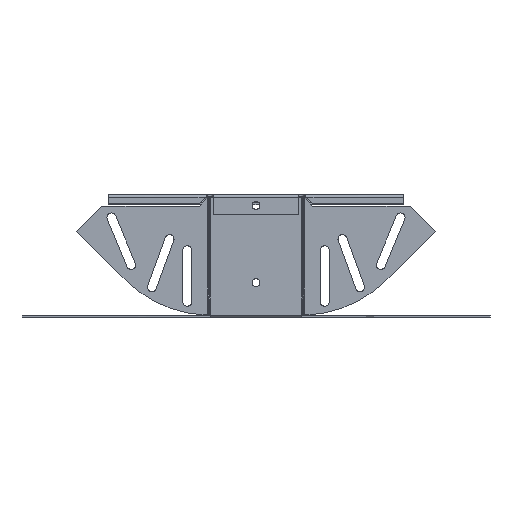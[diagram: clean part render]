
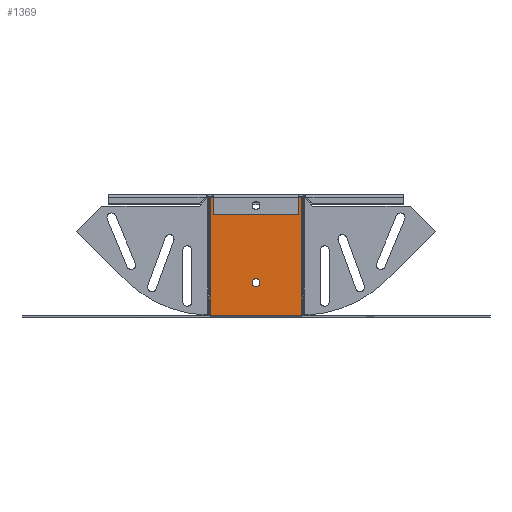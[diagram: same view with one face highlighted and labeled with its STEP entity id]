
A CAD part, front view. The second image highlights one B-rep face of the part: STEP entity #1369.
In plain terms, the highlighted planar face has unit normal (0, -1, 0).
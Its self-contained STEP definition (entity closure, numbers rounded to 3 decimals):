
#158 = DIRECTION ( 'NONE',  ( 0., -1., 0. ) ) ;
#368 = DIRECTION ( 'NONE',  ( 0., 1., 0. ) ) ;
#473 = CARTESIAN_POINT ( 'NONE',  ( 0., -1., -6.5 ) ) ;
#1215 = ORIENTED_EDGE ( 'NONE', *, *, #9005, .F. ) ;
#1297 = VECTOR ( 'NONE', #5599, 1000. ) ;
#1369 = ADVANCED_FACE ( 'NONE', ( #5397, #7341, #10374 ), #9477, .F. ) ;
#1411 = LINE ( 'NONE', #5671, #1297 ) ;
#1566 = CARTESIAN_POINT ( 'NONE',  ( 35.586, -1., 0. ) ) ;
#1703 = DIRECTION ( 'NONE',  ( 0., 0., 1. ) ) ;
#1886 = VECTOR ( 'NONE', #3157, 1000. ) ;
#1995 = EDGE_CURVE ( 'NONE', #4043, #7145, #9275, .T. ) ;
#2098 = CARTESIAN_POINT ( 'NONE',  ( -35.5, -1., 2.25 ) ) ;
#2170 = DIRECTION ( 'NONE',  ( 0., 1., 0. ) ) ;
#2238 = ORIENTED_EDGE ( 'NONE', *, *, #10775, .T. ) ;
#2434 = CARTESIAN_POINT ( 'NONE',  ( 0., -1., -66.5 ) ) ;
#2484 = LINE ( 'NONE', #5524, #8569 ) ;
#2707 = CIRCLE ( 'NONE', #10857, 3.1 ) ;
#2872 = DIRECTION ( 'NONE',  ( 0., 1., 0. ) ) ;
#2891 = CARTESIAN_POINT ( 'NONE',  ( 35.586, -1., -91.75 ) ) ;
#2918 = VERTEX_POINT ( 'NONE', #10636 ) ;
#3026 = CARTESIAN_POINT ( 'NONE',  ( -35.586, -1., 0. ) ) ;
#3065 = EDGE_CURVE ( 'NONE', #7145, #5041, #2484, .T. ) ;
#3075 = VECTOR ( 'NONE', #12072, 1000. ) ;
#3080 = DIRECTION ( 'NONE',  ( 0., 0., 1. ) ) ;
#3157 = DIRECTION ( 'NONE',  ( 1., 0., 0. ) ) ;
#3524 = AXIS2_PLACEMENT_3D ( 'NONE', #5381, #158, #12764 ) ;
#3684 = VERTEX_POINT ( 'NONE', #7768 ) ;
#4043 = VERTEX_POINT ( 'NONE', #9891 ) ;
#4102 = LINE ( 'NONE', #12589, #1886 ) ;
#4185 = VERTEX_POINT ( 'NONE', #6353 ) ;
#4268 = ORIENTED_EDGE ( 'NONE', *, *, #12566, .T. ) ;
#4394 = ORIENTED_EDGE ( 'NONE', *, *, #7411, .T. ) ;
#4415 = ORIENTED_EDGE ( 'NONE', *, *, #9898, .F. ) ;
#4573 = ORIENTED_EDGE ( 'NONE', *, *, #3065, .F. ) ;
#4612 = DIRECTION ( 'NONE',  ( 0., 1., 0. ) ) ;
#4678 = DIRECTION ( 'NONE',  ( 0., 0., 1. ) ) ;
#4768 = CARTESIAN_POINT ( 'NONE',  ( 35.586, -1., 2.25 ) ) ;
#5041 = VERTEX_POINT ( 'NONE', #3026 ) ;
#5137 = EDGE_LOOP ( 'NONE', ( #4394, #2238 ) ) ;
#5381 = CARTESIAN_POINT ( 'NONE',  ( 35.5, -1., 2.25 ) ) ;
#5397 = FACE_BOUND ( 'NONE', #9995, .T. ) ;
#5524 = CARTESIAN_POINT ( 'NONE',  ( -35.586, -1., 2.25 ) ) ;
#5599 = DIRECTION ( 'NONE',  ( -1., 0., 0. ) ) ;
#5671 = CARTESIAN_POINT ( 'NONE',  ( 0., -1., -91.75 ) ) ;
#5775 = ORIENTED_EDGE ( 'NONE', *, *, #6716, .T. ) ;
#6353 = CARTESIAN_POINT ( 'NONE',  ( 35.5, -1., -91.75 ) ) ;
#6454 = VERTEX_POINT ( 'NONE', #9400 ) ;
#6709 = CARTESIAN_POINT ( 'NONE',  ( 0., -1., -6.5 ) ) ;
#6716 = EDGE_CURVE ( 'NONE', #6454, #7076, #9683, .T. ) ;
#6761 = AXIS2_PLACEMENT_3D ( 'NONE', #473, #4612, #4678 ) ;
#7068 = AXIS2_PLACEMENT_3D ( 'NONE', #13492, #12523, #1703 ) ;
#7069 = VERTEX_POINT ( 'NONE', #1566 ) ;
#7076 = VERTEX_POINT ( 'NONE', #9903 ) ;
#7145 = VERTEX_POINT ( 'NONE', #9067 ) ;
#7341 = FACE_OUTER_BOUND ( 'NONE', #13252, .T. ) ;
#7411 = EDGE_CURVE ( 'NONE', #3684, #2918, #2707, .T. ) ;
#7736 = DIRECTION ( 'NONE',  ( 0., 0., 1. ) ) ;
#7768 = CARTESIAN_POINT ( 'NONE',  ( 0., -1., -3.4 ) ) ;
#7782 = ORIENTED_EDGE ( 'NONE', *, *, #8264, .T. ) ;
#7908 = AXIS2_PLACEMENT_3D ( 'NONE', #2434, #368, #7736 ) ;
#7932 = EDGE_CURVE ( 'NONE', #13357, #7069, #11176, .T. ) ;
#8264 = EDGE_CURVE ( 'NONE', #4185, #13357, #10782, .T. ) ;
#8535 = CIRCLE ( 'NONE', #6761, 3.1 ) ;
#8569 = VECTOR ( 'NONE', #9597, 1000. ) ;
#9005 = EDGE_CURVE ( 'NONE', #4185, #4043, #1411, .T. ) ;
#9067 = CARTESIAN_POINT ( 'NONE',  ( -35.586, -1., -91.75 ) ) ;
#9129 = CARTESIAN_POINT ( 'NONE',  ( 0., -1., -66.5 ) ) ;
#9275 = CIRCLE ( 'NONE', #7068, 94. ) ;
#9400 = CARTESIAN_POINT ( 'NONE',  ( 0., -1., -63.4 ) ) ;
#9477 = PLANE ( 'NONE',  #13222 ) ;
#9597 = DIRECTION ( 'NONE',  ( 0., 0., 1. ) ) ;
#9683 = CIRCLE ( 'NONE', #7908, 3.1 ) ;
#9891 = CARTESIAN_POINT ( 'NONE',  ( -35.5, -1., -91.75 ) ) ;
#9898 = EDGE_CURVE ( 'NONE', #5041, #7069, #4102, .T. ) ;
#9903 = CARTESIAN_POINT ( 'NONE',  ( 0., -1., -69.6 ) ) ;
#9995 = EDGE_LOOP ( 'NONE', ( #5775, #4268 ) ) ;
#10374 = FACE_BOUND ( 'NONE', #5137, .T. ) ;
#10498 = AXIS2_PLACEMENT_3D ( 'NONE', #9129, #2872, #11333 ) ;
#10636 = CARTESIAN_POINT ( 'NONE',  ( 0., -1., -9.6 ) ) ;
#10775 = EDGE_CURVE ( 'NONE', #2918, #3684, #8535, .T. ) ;
#10782 = CIRCLE ( 'NONE', #3524, 94. ) ;
#10857 = AXIS2_PLACEMENT_3D ( 'NONE', #6709, #12922, #12014 ) ;
#11176 = LINE ( 'NONE', #4768, #3075 ) ;
#11333 = DIRECTION ( 'NONE',  ( 0., 0., 1. ) ) ;
#11982 = ORIENTED_EDGE ( 'NONE', *, *, #1995, .F. ) ;
#12014 = DIRECTION ( 'NONE',  ( 0., 0., 1. ) ) ;
#12072 = DIRECTION ( 'NONE',  ( 0., 0., 1. ) ) ;
#12523 = DIRECTION ( 'NONE',  ( 0., 1., 0. ) ) ;
#12566 = EDGE_CURVE ( 'NONE', #7076, #6454, #12693, .T. ) ;
#12589 = CARTESIAN_POINT ( 'NONE',  ( -9.5, -1., 0. ) ) ;
#12693 = CIRCLE ( 'NONE', #10498, 3.1 ) ;
#12764 = DIRECTION ( 'NONE',  ( 0., 0., 1. ) ) ;
#12922 = DIRECTION ( 'NONE',  ( 0., 1., 0. ) ) ;
#13002 = ORIENTED_EDGE ( 'NONE', *, *, #7932, .T. ) ;
#13222 = AXIS2_PLACEMENT_3D ( 'NONE', #2098, #2170, #3080 ) ;
#13252 = EDGE_LOOP ( 'NONE', ( #1215, #7782, #13002, #4415, #4573, #11982 ) ) ;
#13357 = VERTEX_POINT ( 'NONE', #2891 ) ;
#13492 = CARTESIAN_POINT ( 'NONE',  ( -35.5, -1., 2.25 ) ) ;
